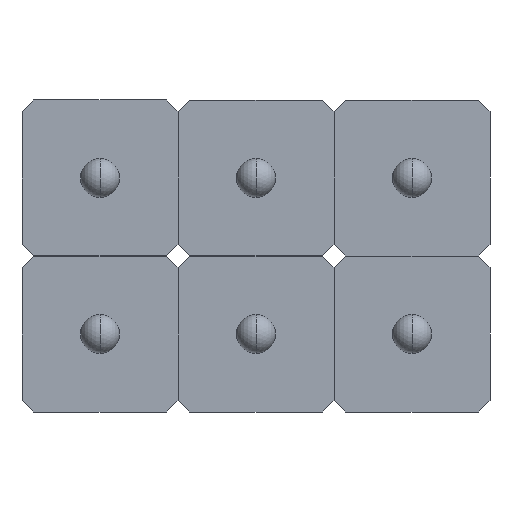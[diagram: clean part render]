
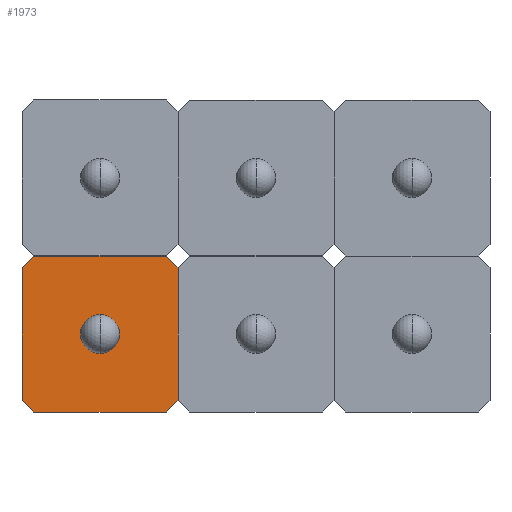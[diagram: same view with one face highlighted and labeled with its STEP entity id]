
A CAD part, front view. The second image highlights one B-rep face of the part: STEP entity #1973.
In plain terms, the highlighted planar face has unit normal (0, -1, 0).
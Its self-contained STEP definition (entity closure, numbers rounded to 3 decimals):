
#7 = DIRECTION ( 'NONE',  ( 0.707, 0., 0.707 ) ) ;
#135 = CARTESIAN_POINT ( 'NONE',  ( -1., 0., -0.85 ) ) ;
#276 = CARTESIAN_POINT ( 'NONE',  ( 0.85, 0., -1. ) ) ;
#501 = ORIENTED_EDGE ( 'NONE', *, *, #3310, .F. ) ;
#602 = VECTOR ( 'NONE', #3139, 1000. ) ;
#627 = CARTESIAN_POINT ( 'NONE',  ( 1., 0., 0.85 ) ) ;
#666 = VERTEX_POINT ( 'NONE', #1330 ) ;
#715 = VERTEX_POINT ( 'NONE', #807 ) ;
#807 = CARTESIAN_POINT ( 'NONE',  ( 1., 0., -0.85 ) ) ;
#855 = ORIENTED_EDGE ( 'NONE', *, *, #2906, .F. ) ;
#958 = CARTESIAN_POINT ( 'NONE',  ( -0.85, 0., -1. ) ) ;
#1086 = VECTOR ( 'NONE', #2629, 1000. ) ;
#1102 = LINE ( 'NONE', #1628, #1201 ) ;
#1109 = ORIENTED_EDGE ( 'NONE', *, *, #2653, .F. ) ;
#1165 = CARTESIAN_POINT ( 'NONE',  ( -1., 0., 0.85 ) ) ;
#1201 = VECTOR ( 'NONE', #7, 1000. ) ;
#1227 = EDGE_CURVE ( 'NONE', #715, #2472, #1372, .T. ) ;
#1259 = DIRECTION ( 'NONE',  ( -1., 0., 0. ) ) ;
#1267 = DIRECTION ( 'NONE',  ( 1., 0., 0. ) ) ;
#1330 = CARTESIAN_POINT ( 'NONE',  ( 0.85, 0., 1. ) ) ;
#1372 = LINE ( 'NONE', #1634, #3532 ) ;
#1605 = VERTEX_POINT ( 'NONE', #135 ) ;
#1628 = CARTESIAN_POINT ( 'NONE',  ( -0.85, 0., 1. ) ) ;
#1631 = VERTEX_POINT ( 'NONE', #1758 ) ;
#1634 = CARTESIAN_POINT ( 'NONE',  ( 1., 0., -0.85 ) ) ;
#1635 = ORIENTED_EDGE ( 'NONE', *, *, #2661, .F. ) ;
#1654 = LINE ( 'NONE', #3020, #4109 ) ;
#1664 = LINE ( 'NONE', #276, #3332 ) ;
#1694 = CARTESIAN_POINT ( 'NONE',  ( 0., 0., 0. ) ) ;
#1728 = PLANE ( 'NONE',  #1875 ) ;
#1758 = CARTESIAN_POINT ( 'NONE',  ( -1., 0., 0.85 ) ) ;
#1791 = EDGE_CURVE ( 'NONE', #1631, #3262, #1102, .T. ) ;
#1875 = AXIS2_PLACEMENT_3D ( 'NONE', #1694, #3554, #2939 ) ;
#1973 = ADVANCED_FACE ( 'NONE', ( #2634 ), #1728, .T. ) ;
#1998 = ORIENTED_EDGE ( 'NONE', *, *, #1791, .F. ) ;
#2030 = EDGE_CURVE ( 'NONE', #3262, #666, #1654, .T. ) ;
#2072 = LINE ( 'NONE', #3145, #2887 ) ;
#2149 = EDGE_LOOP ( 'NONE', ( #3423, #2471, #1635, #501, #3191, #1998, #1109, #855 ) ) ;
#2356 = CARTESIAN_POINT ( 'NONE',  ( -0.85, 0., -1. ) ) ;
#2380 = CARTESIAN_POINT ( 'NONE',  ( 0.85, 0., -1. ) ) ;
#2471 = ORIENTED_EDGE ( 'NONE', *, *, #1227, .F. ) ;
#2472 = VERTEX_POINT ( 'NONE', #2380 ) ;
#2492 = CARTESIAN_POINT ( 'NONE',  ( -0.85, 0., 1. ) ) ;
#2624 = LINE ( 'NONE', #2356, #1086 ) ;
#2629 = DIRECTION ( 'NONE',  ( -0.707, 0., 0.707 ) ) ;
#2634 = FACE_OUTER_BOUND ( 'NONE', #2149, .T. ) ;
#2653 = EDGE_CURVE ( 'NONE', #1605, #1631, #3665, .T. ) ;
#2661 = EDGE_CURVE ( 'NONE', #3265, #715, #3022, .T. ) ;
#2887 = VECTOR ( 'NONE', #4111, 1000. ) ;
#2906 = EDGE_CURVE ( 'NONE', #3700, #1605, #2624, .T. ) ;
#2939 = DIRECTION ( 'NONE',  ( 0., 0., -1. ) ) ;
#3020 = CARTESIAN_POINT ( 'NONE',  ( 0.85, 0., 1. ) ) ;
#3022 = LINE ( 'NONE', #3052, #602 ) ;
#3052 = CARTESIAN_POINT ( 'NONE',  ( 1., 0., 0.85 ) ) ;
#3102 = DIRECTION ( 'NONE',  ( -0.707, 0., -0.707 ) ) ;
#3139 = DIRECTION ( 'NONE',  ( 0., 0., -1. ) ) ;
#3145 = CARTESIAN_POINT ( 'NONE',  ( 1., 0., 0.85 ) ) ;
#3191 = ORIENTED_EDGE ( 'NONE', *, *, #2030, .F. ) ;
#3262 = VERTEX_POINT ( 'NONE', #2492 ) ;
#3265 = VERTEX_POINT ( 'NONE', #627 ) ;
#3292 = EDGE_CURVE ( 'NONE', #2472, #3700, #1664, .T. ) ;
#3310 = EDGE_CURVE ( 'NONE', #666, #3265, #2072, .T. ) ;
#3332 = VECTOR ( 'NONE', #1259, 1000. ) ;
#3380 = DIRECTION ( 'NONE',  ( 0., 0., 1. ) ) ;
#3423 = ORIENTED_EDGE ( 'NONE', *, *, #3292, .F. ) ;
#3532 = VECTOR ( 'NONE', #3102, 1000. ) ;
#3554 = DIRECTION ( 'NONE',  ( 0., -1., 0. ) ) ;
#3665 = LINE ( 'NONE', #1165, #4009 ) ;
#3700 = VERTEX_POINT ( 'NONE', #958 ) ;
#4009 = VECTOR ( 'NONE', #3380, 1000. ) ;
#4109 = VECTOR ( 'NONE', #1267, 1000. ) ;
#4111 = DIRECTION ( 'NONE',  ( 0.707, 0., -0.707 ) ) ;
